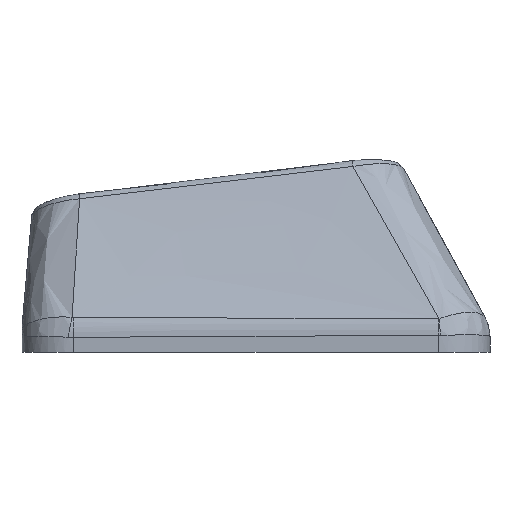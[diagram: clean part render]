
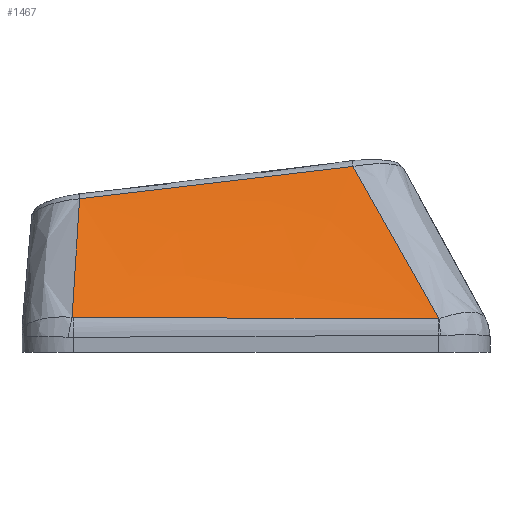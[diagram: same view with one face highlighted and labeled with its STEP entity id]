
A CAD part, left-side view. The second image highlights one B-rep face of the part: STEP entity #1467.
In plain terms, the highlighted free-form (B-spline) face has degree [3, 3] with [4, 4] control points.
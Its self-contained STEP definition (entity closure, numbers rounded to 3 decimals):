
#34=B_SPLINE_SURFACE_WITH_KNOTS('',3,3,((#3113,#3114,#3115,#3116),(#3117,
#3118,#3119,#3120),(#3121,#3122,#3123,#3124),(#3125,#3126,#3127,#3128)),
 .UNSPECIFIED.,.F.,.F.,.F.,(4,4),(4,4),(0.101,0.893),
(0.045,0.954),.UNSPECIFIED.);
#187=FACE_OUTER_BOUND('',#275,.T.);
#275=EDGE_LOOP('',(#1163,#1164,#1165,#1166,#1167,#1168));
#513=B_SPLINE_CURVE_WITH_KNOTS('',3,(#2618,#2619,#2620,#2621),
 .UNSPECIFIED.,.F.,.F.,(4,4),(0.,0.002),.UNSPECIFIED.);
#515=B_SPLINE_CURVE_WITH_KNOTS('',3,(#2645,#2646,#2647,#2648),
 .UNSPECIFIED.,.F.,.F.,(4,4),(0.,1.416),.UNSPECIFIED.);
#517=B_SPLINE_CURVE_WITH_KNOTS('',3,(#2672,#2673,#2674,#2675),
 .UNSPECIFIED.,.F.,.F.,(4,4),(0.,0.005),
 .UNSPECIFIED.);
#539=B_SPLINE_CURVE_WITH_KNOTS('',3,(#3104,#3105,#3106,#3107),
 .UNSPECIFIED.,.F.,.F.,(4,4),(-0.569,-0.031),
 .UNSPECIFIED.);
#541=B_SPLINE_CURVE_WITH_KNOTS('',3,(#3130,#3131,#3132,#3133),
 .UNSPECIFIED.,.F.,.F.,(4,4),(0.036,0.771),
 .UNSPECIFIED.);
#542=B_SPLINE_CURVE_WITH_KNOTS('',3,(#3134,#3135,#3136,#3137),
 .UNSPECIFIED.,.F.,.F.,(4,4),(-1.068,0.),
 .UNSPECIFIED.);
#638=VERTEX_POINT('',#2577);
#642=VERTEX_POINT('',#2611);
#644=VERTEX_POINT('',#2638);
#646=VERTEX_POINT('',#2665);
#679=VERTEX_POINT('',#3103);
#680=VERTEX_POINT('',#3129);
#809=EDGE_CURVE('',#638,#642,#513,.T.);
#812=EDGE_CURVE('',#642,#644,#515,.T.);
#815=EDGE_CURVE('',#644,#646,#517,.T.);
#867=EDGE_CURVE('',#646,#679,#539,.T.);
#869=EDGE_CURVE('',#680,#638,#541,.T.);
#870=EDGE_CURVE('',#679,#680,#542,.T.);
#1163=ORIENTED_EDGE('',*,*,#815,.F.);
#1164=ORIENTED_EDGE('',*,*,#812,.F.);
#1165=ORIENTED_EDGE('',*,*,#809,.F.);
#1166=ORIENTED_EDGE('',*,*,#869,.F.);
#1167=ORIENTED_EDGE('',*,*,#870,.F.);
#1168=ORIENTED_EDGE('',*,*,#867,.F.);
#1467=ADVANCED_FACE('',(#187),#34,.T.);
#2577=CARTESIAN_POINT('',(-8.936,-7.099,0.305));
#2611=CARTESIAN_POINT('',(-8.936,-7.078,0.304));
#2618=CARTESIAN_POINT('Ctrl Pts',(-8.936,-7.099,0.305));
#2619=CARTESIAN_POINT('Ctrl Pts',(-8.936,-7.092,0.305));
#2620=CARTESIAN_POINT('Ctrl Pts',(-8.936,-7.085,0.304));
#2621=CARTESIAN_POINT('Ctrl Pts',(-8.936,-7.078,0.304));
#2638=CARTESIAN_POINT('',(-8.867,7.086,0.356));
#2645=CARTESIAN_POINT('Ctrl Pts',(-8.936,-7.078,0.304));
#2646=CARTESIAN_POINT('Ctrl Pts',(-8.919,-2.357,0.32));
#2647=CARTESIAN_POINT('Ctrl Pts',(-8.897,2.364,0.337));
#2648=CARTESIAN_POINT('Ctrl Pts',(-8.867,7.086,0.356));
#2665=CARTESIAN_POINT('',(-8.864,7.138,0.361));
#2672=CARTESIAN_POINT('Ctrl Pts',(-8.867,7.086,0.356));
#2673=CARTESIAN_POINT('Ctrl Pts',(-8.867,7.103,0.356));
#2674=CARTESIAN_POINT('Ctrl Pts',(-8.866,7.121,0.358));
#2675=CARTESIAN_POINT('Ctrl Pts',(-8.864,7.138,0.361));
#3103=CARTESIAN_POINT('',(-6.125,6.845,4.961));
#3104=CARTESIAN_POINT('Ctrl Pts',(-8.864,7.138,0.361));
#3105=CARTESIAN_POINT('Ctrl Pts',(-7.946,7.034,1.892));
#3106=CARTESIAN_POINT('Ctrl Pts',(-7.032,6.935,3.425));
#3107=CARTESIAN_POINT('Ctrl Pts',(-6.125,6.845,4.961));
#3113=CARTESIAN_POINT('Ctrl Pts',(-6.11,-4.134,6.257));
#3114=CARTESIAN_POINT('Ctrl Pts',(-7.052,-5.122,4.273));
#3115=CARTESIAN_POINT('Ctrl Pts',(-7.994,-6.111,2.289));
#3116=CARTESIAN_POINT('Ctrl Pts',(-8.936,-7.099,0.304));
#3117=CARTESIAN_POINT('Ctrl Pts',(-6.11,-0.376,
5.822));
#3118=CARTESIAN_POINT('Ctrl Pts',(-7.052,-1.035,3.976));
#3119=CARTESIAN_POINT('Ctrl Pts',(-7.994,-1.694,2.13));
#3120=CARTESIAN_POINT('Ctrl Pts',(-8.936,-2.353,0.283));
#3121=CARTESIAN_POINT('Ctrl Pts',(-6.11,3.382,5.387));
#3122=CARTESIAN_POINT('Ctrl Pts',(-7.052,3.052,3.679));
#3123=CARTESIAN_POINT('Ctrl Pts',(-7.994,2.722,1.97));
#3124=CARTESIAN_POINT('Ctrl Pts',(-8.936,2.392,0.262));
#3125=CARTESIAN_POINT('Ctrl Pts',(-6.11,7.14,4.953));
#3126=CARTESIAN_POINT('Ctrl Pts',(-7.052,7.14,3.382));
#3127=CARTESIAN_POINT('Ctrl Pts',(-7.994,7.139,1.811));
#3128=CARTESIAN_POINT('Ctrl Pts',(-8.936,7.138,0.241));
#3129=CARTESIAN_POINT('',(-6.11,-3.758,6.214));
#3130=CARTESIAN_POINT('Ctrl Pts',(-6.11,-3.758,6.214));
#3131=CARTESIAN_POINT('Ctrl Pts',(-7.058,-4.877,4.249));
#3132=CARTESIAN_POINT('Ctrl Pts',(-7.999,-5.99,2.278));
#3133=CARTESIAN_POINT('Ctrl Pts',(-8.936,-7.099,0.305));
#3134=CARTESIAN_POINT('Ctrl Pts',(-6.125,6.845,4.961));
#3135=CARTESIAN_POINT('Ctrl Pts',(-6.12,3.31,5.375));
#3136=CARTESIAN_POINT('Ctrl Pts',(-6.115,-0.224,
5.793));
#3137=CARTESIAN_POINT('Ctrl Pts',(-6.11,-3.758,6.214));
